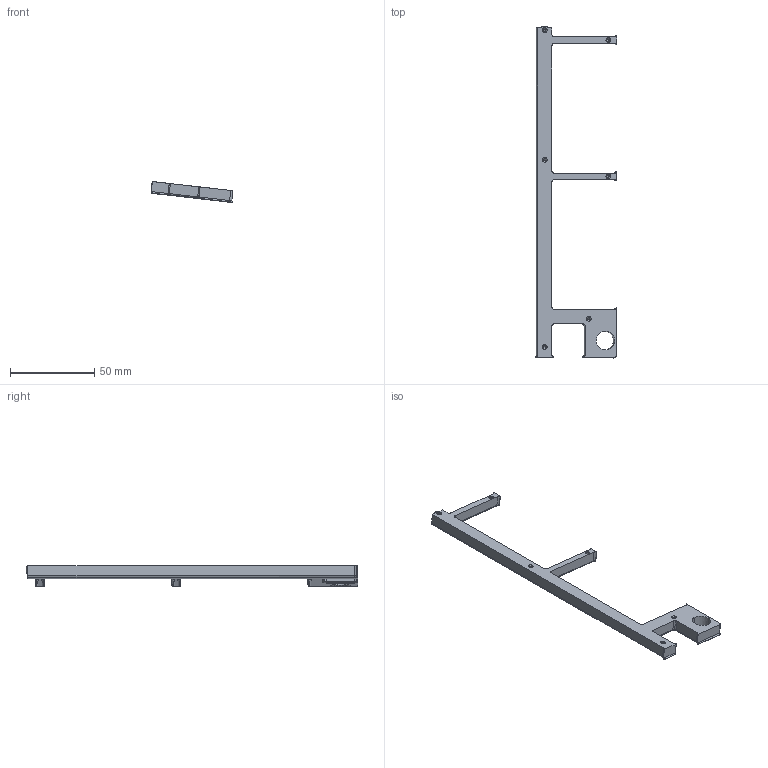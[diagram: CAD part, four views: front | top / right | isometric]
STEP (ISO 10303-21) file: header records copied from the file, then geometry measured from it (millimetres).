
FILE_DESCRIPTION(/* description */ ('Alibre Inc.'),/* implementation_level */ '2;1');
FILE_NAME(/* name */ 'export-E1DD24E0-CED9-4137-A082-AE51FFAB642C',/* time_stamp */ '2021-10-12T23:06:30-04:00',/* author */ (''),/* organization */ (''),/* preprocessor_version */ 'ST-DEVELOPER v17',/* originating_system */ 'Alibre',/* authorisation */ '');
FILE_SCHEMA (('AUTOMOTIVE_DESIGN'));
Length unit declared in the file: millimetre
Products named in the file (1): Top-left
Bounding box: 48.68 x 197.32 x 12.46 mm (x, y, z)
Volume: 17987.1 mm3; surface area: 10140 mm2
Topology: 1 solids, 1 shells, 167 faces, 421 edges, 250 vertices
Faces by surface type: cylinder 93, cone 26, plane 22, torus 18, bspline 8
Entity records: 5072 total; most frequent: CARTESIAN_POINT 1357, ORIENTED_EDGE 822, DIRECTION 721, EDGE_CURVE 411, AXIS2_PLACEMENT_3D 291, VERTEX_POINT 252, VECTOR 179, LINE 179
